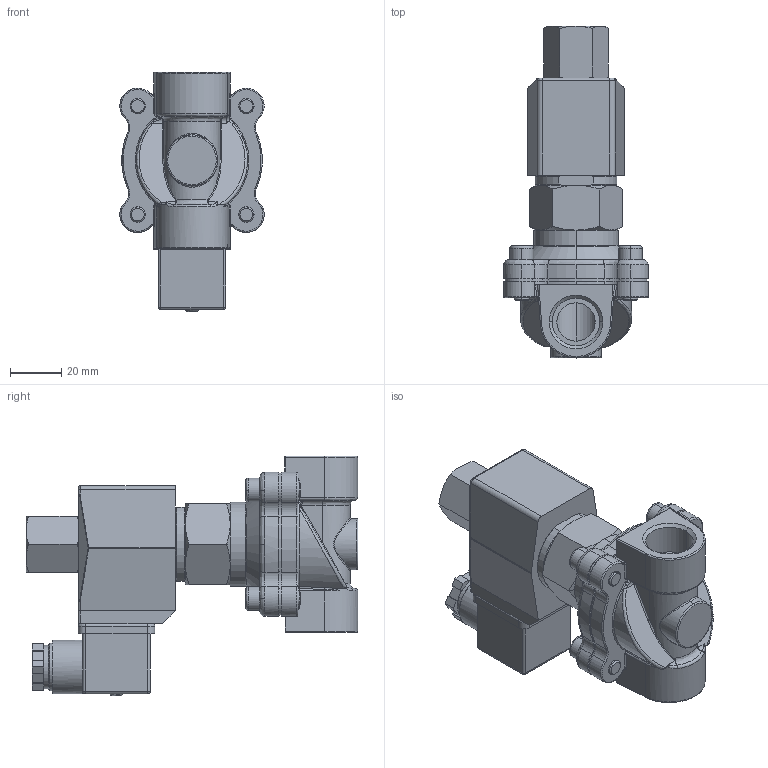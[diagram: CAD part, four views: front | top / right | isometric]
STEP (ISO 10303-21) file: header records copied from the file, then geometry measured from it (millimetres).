
FILE_DESCRIPTION (( 'STEP AP203' ), '1' );
FILE_NAME ('242 DN16 NO.STEP', '2016-06-21T08:39:53', ( '' ), ( '' ), 'SwSTEP 2.0', 'SolidWorks 2015', '' );
FILE_SCHEMA (( 'CONFIG_CONTROL_DESIGN' ));
Length unit declared in the file: millimetre
Products named in the file (1): 242 DN16 NO
Bounding box: 56.49 x 129.9 x 93.8 mm (x, y, z)
Volume: 167453.7 mm3; surface area: 79885.7 mm2
Topology: 21 solids, 21 shells, 995 faces, 2420 edges, 1500 vertices
Faces by surface type: plane 361, cylinder 332, bspline 189, cone 113
Entity records: 35628 total; most frequent: CARTESIAN_POINT 12942, ORIENTED_EDGE 4798, DIRECTION 4651, EDGE_CURVE 2399, AXIS2_PLACEMENT_3D 1777, VERTEX_POINT 1500, EDGE_LOOP 1111, VECTOR 1097
